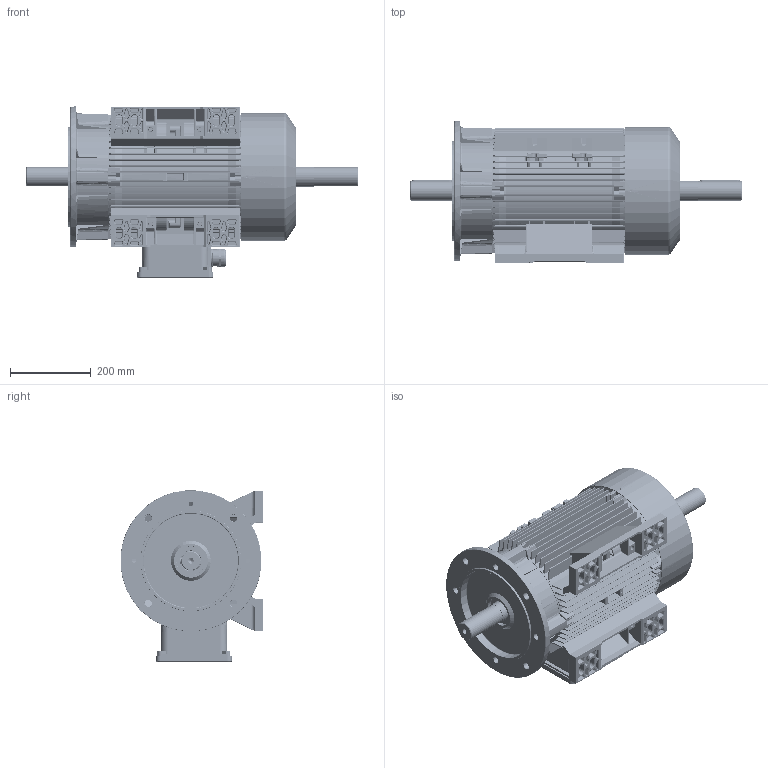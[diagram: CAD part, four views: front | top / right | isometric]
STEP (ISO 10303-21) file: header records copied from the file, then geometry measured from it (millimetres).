
FILE_DESCRIPTION (( 'STEP AP214' ), '1' );
FILE_NAME ('FCAP180MLT-B3 B5-IC411-2-4-6-8 POLES-TB LEFT-DOUBLE SHAFT.STEP', '2024-09-30T08:43:26', ( '' ), ( '' ), 'SwSTEP 2.0', 'SolidWorks 2024', '' );
FILE_SCHEMA (( 'AUTOMOTIVE_DESIGN' ));
Length unit declared in the file: millimetre
Products named in the file (18): Carcassa 160L-180MT_LT-B3-B5; Coperchio scatola morsetti 160-200T; Radial Ball Bearing_68_SKF_SKF - 6310 - 10,DE,AC,10_68; Guarnizione carcassa-scatola 160-200T; PRESSACAVO M40; Guarnizione scatola-coperchio 160-200T; Flangia FC180T; Tappo M40; Gruppo Coprimorsettiera 160; Scatola morsetti 160-200T; Albero serie 180MLT autovent.; Scudo C160 alluminio; Piede 180T; parallel_din_Parallel key A14 x 9 x 100 DIN 6885; Radial Ball Bearing_68_SKF_SKF - 6309 - 10,DE,AC,10_68; Ventola 160-7Pale-4Poli; FCAP180MLT-B3 B5-IC411-2-4-6-8 POLES-TB LEFT-DOUBLE SHAFT; Copriventola 160
Assembly tree (20 placements, depth 3):
  FCAP180MLT-B3 B5-IC411-2-4-6-8 POLES-TB LEFT-DOUBLE SHAFT
    Albero serie 180MLT autovent.  x2
    Radial Ball Bearing_68_SKF_SKF - 6310 - 10,DE,AC,10_68
    Flangia FC180T
    Radial Ball Bearing_68_SKF_SKF - 6309 - 10,DE,AC,10_68
    Scudo C160 alluminio
    parallel_din_Parallel key A14 x 9 x 100 DIN 6885  x2
    Piede 180T  x2
    Ventola 160-7Pale-4Poli
    Copriventola 160
    Carcassa 160L-180MT_LT-B3-B5
    Gruppo Coprimorsettiera 160
      Guarnizione carcassa-scatola 160-200T
      Scatola morsetti 160-200T
      Guarnizione scatola-coperchio 160-200T
      Tappo M40
      PRESSACAVO M40
      Coperchio scatola morsetti 160-200T
Bounding box: 824 x 354.52 x 424.52 mm (x, y, z)
Volume: 11283427.1 mm3; surface area: 3431186.3 mm2
Topology: 19 solids, 20 shells, 8211 faces, 22031 edges, 13822 vertices
Faces by surface type: plane 3425, cylinder 2052, torus 1172, cone 957, bspline 357, sphere 248
Entity records: 259658 total; most frequent: CARTESIAN_POINT 78628, ORIENTED_EDGE 39404, DIRECTION 35737, EDGE_CURVE 19702, AXIS2_PLACEMENT_3D 12640, VERTEX_POINT 12525, VECTOR 10457, LINE 10457
